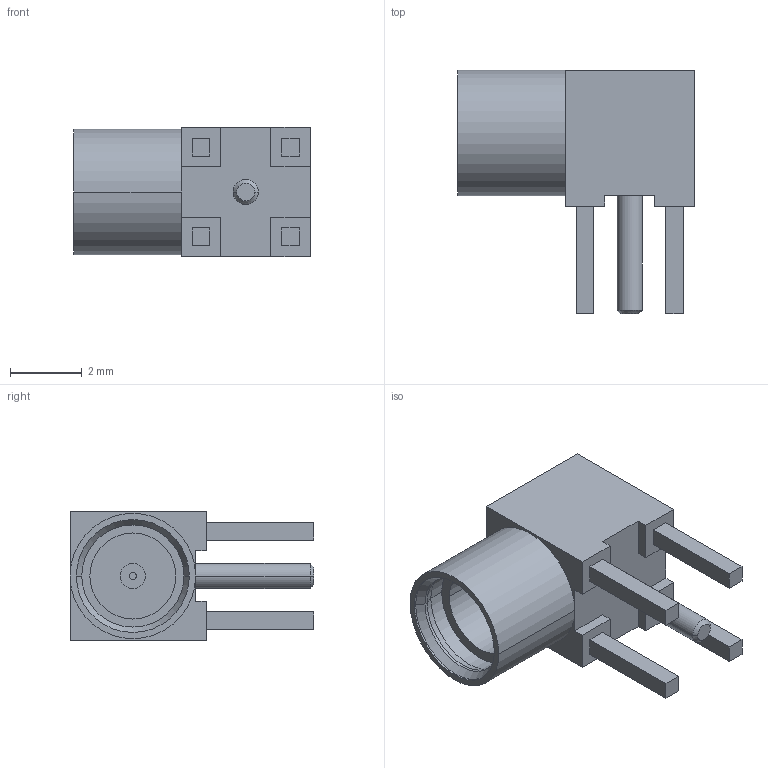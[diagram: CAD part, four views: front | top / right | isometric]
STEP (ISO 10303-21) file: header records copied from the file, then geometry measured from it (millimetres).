
FILE_DESCRIPTION((''),'2;1');
FILE_NAME('PRT0001','2021-08-30T',('Administrator'),(''),'PRO/ENGINEER BY PARAMETRIC TECHNOLOGY CORPORATION, 2012090','PRO/ENGINEER BY PARAMETRIC TECHNOLOGY CORPORATION, 2012090','');
FILE_SCHEMA(('CONFIG_CONTROL_DESIGN'));
Length unit declared in the file: millimetre
Products named in the file (1): PRT0001
Bounding box: 6.6 x 6.8 x 3.6 mm (x, y, z)
Volume: 64.4 mm3; surface area: 174.1 mm2
Topology: 1 solids, 1 shells, 67 faces, 154 edges, 98 vertices
Faces by surface type: plane 45, cylinder 16, cone 6
Entity records: 1908 total; most frequent: DIRECTION 322, CARTESIAN_POINT 319, ORIENTED_EDGE 308, EDGE_CURVE 154, VECTOR 120, LINE 120, AXIS2_PLACEMENT_3D 101, VERTEX_POINT 98
